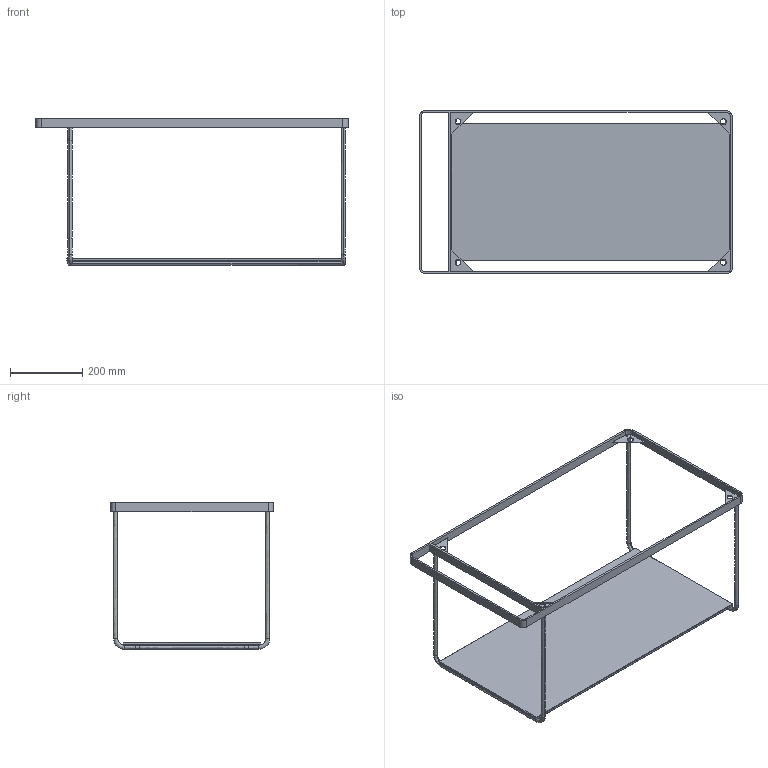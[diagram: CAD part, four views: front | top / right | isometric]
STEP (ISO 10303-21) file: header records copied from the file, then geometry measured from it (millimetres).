
FILE_DESCRIPTION(/* description */ (''),/* implementation_level */ '2;1');
FILE_NAME(/* name */ '003112',/* time_stamp */ '2019-03-06T09:15:34+01:00',/* author */ (''),/* organization */ (''),/* preprocessor_version */ 'ST-DEVELOPER v15',/* originating_system */ '',/* authorisation */ '');
FILE_SCHEMA (('AUTOMOTIVE_DESIGN'));
Length unit declared in the file: millimetre
Products named in the file (1): Document
Bounding box: 865 x 451 x 405.75 mm (x, y, z)
Volume: 2729938.7 mm3; surface area: 935155 mm2
Topology: 2 solids, 6 shells, 86 faces, 222 edges, 140 vertices
Faces by surface type: bspline 86
Entity records: 5836 total; most frequent: CARTESIAN_POINT 3071, B_SPLINE_CURVE_WITH_KNOTS 526, ORIENTED_EDGE 428, PCURVE 428, DEFINITIONAL_REPRESENTATION 428, SURFACE_CURVE 222, EDGE_CURVE 222, VERTEX_POINT 140
